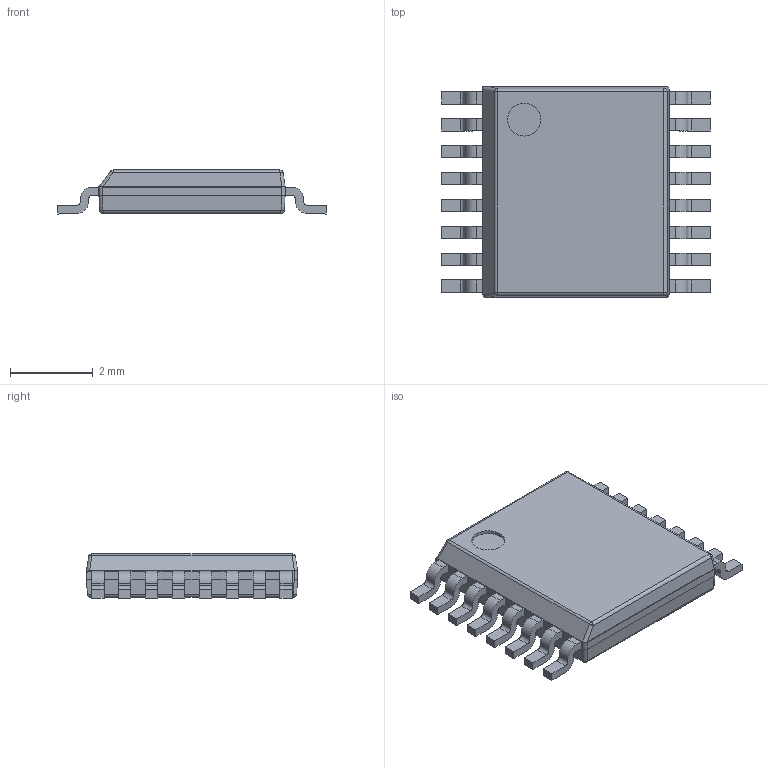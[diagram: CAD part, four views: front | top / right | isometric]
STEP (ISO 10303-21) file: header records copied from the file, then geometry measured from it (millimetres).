
FILE_DESCRIPTION (( 'STEP AP214' ), '1' );
FILE_NAME ('E8F73307-886C-4BAB-9BE2-CD971CCBAA0D.STEP', '2023-08-31T10:04:49', ( '' ), ( '' ), 'SwSTEP 2.0', 'SolidWorks 2022', '' );
FILE_SCHEMA (( 'AUTOMOTIVE_DESIGN' ));
Length unit declared in the file: millimetre
Products named in the file (1): E8F73307-886C-4BAB-9BE2-CD971CCBAA0D
Bounding box: 6.5 x 5.1 x 1.06 mm (x, y, z)
Volume: 24.7 mm3; surface area: 83.3 mm2
Topology: 1 solids, 1 shells, 270 faces, 710 edges, 443 vertices
Faces by surface type: plane 179, cylinder 84, sphere 7
Entity records: 11202 total; most frequent: CARTESIAN_POINT 1509, ORIENTED_EDGE 1420, DIRECTION 1382, EDGE_CURVE 710, VECTOR 534, LINE 534, VERTEX_POINT 443, AXIS2_PLACEMENT_3D 424
